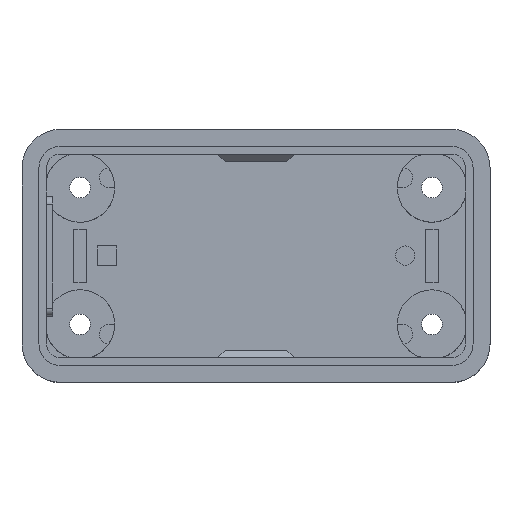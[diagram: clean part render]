
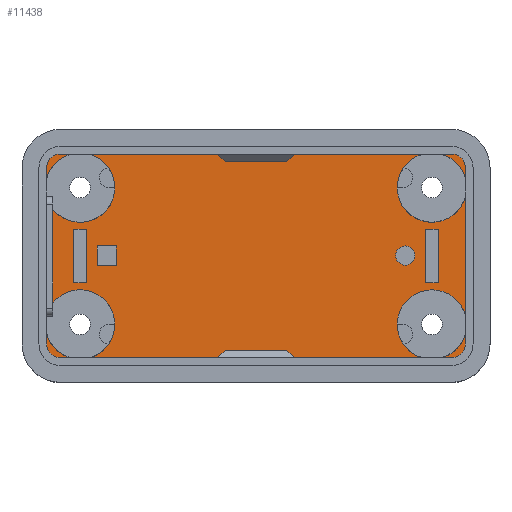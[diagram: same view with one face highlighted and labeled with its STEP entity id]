
A CAD part, top view. The second image highlights one B-rep face of the part: STEP entity #11438.
In plain terms, the highlighted planar face has unit normal (0, 0, 1).
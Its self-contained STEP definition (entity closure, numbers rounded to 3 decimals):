
#1045=FACE_BOUND('',#2546,.T.);
#1046=FACE_BOUND('',#2547,.T.);
#1047=FACE_BOUND('',#2548,.T.);
#1048=FACE_BOUND('',#2549,.T.);
#1049=FACE_BOUND('',#2550,.T.);
#1050=FACE_BOUND('',#2551,.T.);
#1051=FACE_BOUND('',#2552,.T.);
#1052=FACE_BOUND('',#2553,.T.);
#1269=PLANE('',#11895);
#1881=FACE_OUTER_BOUND('',#2545,.T.);
#2545=EDGE_LOOP('',(#10682,#10683,#10684,#10685,#10686,#10687,#10688,#10689));
#2546=EDGE_LOOP('',(#10690,#10691,#10692,#10693));
#2547=EDGE_LOOP('',(#10694));
#2548=EDGE_LOOP('',(#10695,#10696,#10697,#10698));
#2549=EDGE_LOOP('',(#10699,#10700,#10701,#10702));
#2550=EDGE_LOOP('',(#10703));
#2551=EDGE_LOOP('',(#10704));
#2552=EDGE_LOOP('',(#10705));
#2553=EDGE_LOOP('',(#10706));
#2709=LINE('',#14192,#3608);
#2712=LINE('',#14197,#3611);
#2714=LINE('',#14201,#3613);
#2716=LINE('',#14204,#3615);
#2718=LINE('',#14212,#3617);
#2722=LINE('',#14220,#3621);
#2725=LINE('',#14226,#3624);
#2728=LINE('',#14231,#3627);
#2730=LINE('',#14237,#3629);
#2734=LINE('',#14245,#3633);
#2737=LINE('',#14251,#3636);
#2740=LINE('',#14256,#3639);
#3459=LINE('',#22677,#4358);
#3460=LINE('',#22681,#4359);
#3461=LINE('',#22685,#4360);
#3462=LINE('',#22688,#4361);
#3608=VECTOR('',#12347,10.);
#3611=VECTOR('',#12352,10.);
#3613=VECTOR('',#12356,10.);
#3615=VECTOR('',#12360,10.);
#3617=VECTOR('',#12368,10.);
#3621=VECTOR('',#12374,10.);
#3624=VECTOR('',#12379,10.);
#3627=VECTOR('',#12384,10.);
#3629=VECTOR('',#12390,10.);
#3633=VECTOR('',#12396,10.);
#3636=VECTOR('',#12401,10.);
#3639=VECTOR('',#12406,10.);
#4358=VECTOR('',#13685,10.);
#4359=VECTOR('',#13688,10.);
#4360=VECTOR('',#13691,10.);
#4361=VECTOR('',#13694,10.);
#4429=CIRCLE('',#11593,4.5);
#4431=CIRCLE('',#11607,1.25);
#4452=CIRCLE('',#11715,4.5);
#4462=CIRCLE('',#11737,4.5);
#4463=CIRCLE('',#11739,4.5);
#4508=CIRCLE('',#11896,2.5);
#4509=CIRCLE('',#11897,2.5);
#4510=CIRCLE('',#11898,2.5);
#4511=CIRCLE('',#11899,2.5);
#4660=VERTEX_POINT('',#14154);
#4672=VERTEX_POINT('',#14190);
#4673=VERTEX_POINT('',#14191);
#4674=VERTEX_POINT('',#14196);
#4675=VERTEX_POINT('',#14200);
#4676=VERTEX_POINT('',#14206);
#4677=VERTEX_POINT('',#14210);
#4678=VERTEX_POINT('',#14211);
#4681=VERTEX_POINT('',#14219);
#4683=VERTEX_POINT('',#14225);
#4685=VERTEX_POINT('',#14235);
#4686=VERTEX_POINT('',#14236);
#4689=VERTEX_POINT('',#14244);
#4691=VERTEX_POINT('',#14250);
#5089=VERTEX_POINT('',#17754);
#5102=VERTEX_POINT('',#17802);
#5103=VERTEX_POINT('',#17806);
#5636=VERTEX_POINT('',#22673);
#5637=VERTEX_POINT('',#22674);
#5638=VERTEX_POINT('',#22676);
#5639=VERTEX_POINT('',#22678);
#5640=VERTEX_POINT('',#22680);
#5641=VERTEX_POINT('',#22682);
#5642=VERTEX_POINT('',#22684);
#5643=VERTEX_POINT('',#22686);
#5847=EDGE_CURVE('',#4660,#4660,#4429,.T.);
#5862=EDGE_CURVE('',#4672,#4673,#2709,.T.);
#5865=EDGE_CURVE('',#4674,#4672,#2712,.T.);
#5867=EDGE_CURVE('',#4675,#4674,#2714,.T.);
#5869=EDGE_CURVE('',#4673,#4675,#2716,.T.);
#5870=EDGE_CURVE('',#4676,#4676,#4431,.T.);
#5872=EDGE_CURVE('',#4677,#4678,#2718,.T.);
#5876=EDGE_CURVE('',#4678,#4681,#2722,.T.);
#5879=EDGE_CURVE('',#4681,#4683,#2725,.T.);
#5882=EDGE_CURVE('',#4683,#4677,#2728,.T.);
#5884=EDGE_CURVE('',#4685,#4686,#2730,.T.);
#5888=EDGE_CURVE('',#4686,#4689,#2734,.T.);
#5891=EDGE_CURVE('',#4689,#4691,#2737,.T.);
#5894=EDGE_CURVE('',#4691,#4685,#2740,.T.);
#6489=EDGE_CURVE('',#5089,#5089,#4452,.T.);
#6512=EDGE_CURVE('',#5102,#5102,#4462,.T.);
#6514=EDGE_CURVE('',#5103,#5103,#4463,.T.);
#7333=EDGE_CURVE('',#5636,#5637,#4508,.T.);
#7334=EDGE_CURVE('',#5637,#5638,#3459,.T.);
#7335=EDGE_CURVE('',#5638,#5639,#4509,.T.);
#7336=EDGE_CURVE('',#5639,#5640,#3460,.T.);
#7337=EDGE_CURVE('',#5640,#5641,#4510,.T.);
#7338=EDGE_CURVE('',#5641,#5642,#3461,.T.);
#7339=EDGE_CURVE('',#5642,#5643,#4511,.T.);
#7340=EDGE_CURVE('',#5643,#5636,#3462,.T.);
#10682=ORIENTED_EDGE('',*,*,#7333,.T.);
#10683=ORIENTED_EDGE('',*,*,#7334,.T.);
#10684=ORIENTED_EDGE('',*,*,#7335,.T.);
#10685=ORIENTED_EDGE('',*,*,#7336,.T.);
#10686=ORIENTED_EDGE('',*,*,#7337,.T.);
#10687=ORIENTED_EDGE('',*,*,#7338,.T.);
#10688=ORIENTED_EDGE('',*,*,#7339,.T.);
#10689=ORIENTED_EDGE('',*,*,#7340,.T.);
#10690=ORIENTED_EDGE('',*,*,#5862,.T.);
#10691=ORIENTED_EDGE('',*,*,#5869,.T.);
#10692=ORIENTED_EDGE('',*,*,#5867,.T.);
#10693=ORIENTED_EDGE('',*,*,#5865,.T.);
#10694=ORIENTED_EDGE('',*,*,#5870,.T.);
#10695=ORIENTED_EDGE('',*,*,#5872,.T.);
#10696=ORIENTED_EDGE('',*,*,#5876,.T.);
#10697=ORIENTED_EDGE('',*,*,#5879,.T.);
#10698=ORIENTED_EDGE('',*,*,#5882,.T.);
#10699=ORIENTED_EDGE('',*,*,#5884,.T.);
#10700=ORIENTED_EDGE('',*,*,#5888,.T.);
#10701=ORIENTED_EDGE('',*,*,#5891,.T.);
#10702=ORIENTED_EDGE('',*,*,#5894,.T.);
#10703=ORIENTED_EDGE('',*,*,#6514,.T.);
#10704=ORIENTED_EDGE('',*,*,#6512,.T.);
#10705=ORIENTED_EDGE('',*,*,#5847,.T.);
#10706=ORIENTED_EDGE('',*,*,#6489,.T.);
#11438=ADVANCED_FACE('',(#1881,#1045,#1046,#1047,#1048,#1049,#1050,#1051,
#1052),#1269,.T.);
#11593=AXIS2_PLACEMENT_3D('',#14156,#12314,#12315);
#11607=AXIS2_PLACEMENT_3D('',#14207,#12363,#12364);
#11715=AXIS2_PLACEMENT_3D('',#17756,#12907,#12908);
#11737=AXIS2_PLACEMENT_3D('',#17804,#12964,#12965);
#11739=AXIS2_PLACEMENT_3D('',#17808,#12969,#12970);
#11895=AXIS2_PLACEMENT_3D('',#22672,#13681,#13682);
#11896=AXIS2_PLACEMENT_3D('',#22675,#13683,#13684);
#11897=AXIS2_PLACEMENT_3D('',#22679,#13686,#13687);
#11898=AXIS2_PLACEMENT_3D('',#22683,#13689,#13690);
#11899=AXIS2_PLACEMENT_3D('',#22687,#13692,#13693);
#12314=DIRECTION('center_axis',(0.,0.,-1.));
#12315=DIRECTION('ref_axis',(1.,0.,0.));
#12347=DIRECTION('',(-1.,0.,0.));
#12352=DIRECTION('',(0.,-1.,0.));
#12356=DIRECTION('',(1.,0.,0.));
#12360=DIRECTION('',(0.,1.,0.));
#12363=DIRECTION('center_axis',(0.,0.,-1.));
#12364=DIRECTION('ref_axis',(-1.,0.,0.));
#12368=DIRECTION('',(0.,-1.,0.));
#12374=DIRECTION('',(-1.,0.,0.));
#12379=DIRECTION('',(0.,1.,0.));
#12384=DIRECTION('',(1.,0.,0.));
#12390=DIRECTION('',(1.,0.,0.));
#12396=DIRECTION('',(0.,-1.,0.));
#12401=DIRECTION('',(-1.,0.,0.));
#12406=DIRECTION('',(0.,1.,0.));
#12907=DIRECTION('center_axis',(0.,0.,-1.));
#12908=DIRECTION('ref_axis',(1.,0.,0.));
#12964=DIRECTION('center_axis',(0.,0.,-1.));
#12965=DIRECTION('ref_axis',(1.,0.,0.));
#12969=DIRECTION('center_axis',(0.,0.,-1.));
#12970=DIRECTION('ref_axis',(1.,0.,0.));
#13681=DIRECTION('center_axis',(0.,0.,1.));
#13682=DIRECTION('ref_axis',(1.,0.,0.));
#13683=DIRECTION('center_axis',(0.,0.,1.));
#13684=DIRECTION('ref_axis',(0.707,-0.707,0.));
#13685=DIRECTION('',(0.,1.,0.));
#13686=DIRECTION('center_axis',(0.,0.,1.));
#13687=DIRECTION('ref_axis',(0.707,0.707,0.));
#13688=DIRECTION('',(-1.,0.,0.));
#13689=DIRECTION('center_axis',(0.,0.,1.));
#13690=DIRECTION('ref_axis',(-0.707,0.707,0.));
#13691=DIRECTION('',(0.,-1.,0.));
#13692=DIRECTION('center_axis',(0.,0.,1.));
#13693=DIRECTION('ref_axis',(-0.707,-0.707,0.));
#13694=DIRECTION('',(1.,0.,0.));
#14154=CARTESIAN_POINT('',(-57.76,25.32,2.));
#14156=CARTESIAN_POINT('Origin',(-53.26,25.32,2.));
#14190=CARTESIAN_POINT('',(-48.55,15.25,2.));
#14191=CARTESIAN_POINT('',(-51.05,15.25,2.));
#14192=CARTESIAN_POINT('',(-39.475,15.25,2.));
#14196=CARTESIAN_POINT('',(-48.55,17.75,2.));
#14197=CARTESIAN_POINT('',(-48.55,17.09,2.));
#14200=CARTESIAN_POINT('',(-51.05,17.75,2.));
#14201=CARTESIAN_POINT('',(-40.725,17.75,2.));
#14204=CARTESIAN_POINT('',(-51.05,15.84,2.));
#14206=CARTESIAN_POINT('',(-9.75,16.5,2.));
#14207=CARTESIAN_POINT('Origin',(-11.,16.5,2.));
#14210=CARTESIAN_POINT('',(-6.74,19.912,2.));
#14211=CARTESIAN_POINT('',(-6.74,12.949,2.));
#14212=CARTESIAN_POINT('',(-6.74,14.689,2.));
#14219=CARTESIAN_POINT('',(-8.34,12.949,2.));
#14220=CARTESIAN_POINT('',(-19.37,12.949,2.));
#14225=CARTESIAN_POINT('',(-8.34,19.912,2.));
#14226=CARTESIAN_POINT('',(-8.34,18.171,2.));
#14231=CARTESIAN_POINT('',(-18.57,19.912,2.));
#14235=CARTESIAN_POINT('',(-54.06,19.912,2.));
#14236=CARTESIAN_POINT('',(-52.46,19.912,2.));
#14237=CARTESIAN_POINT('',(-41.43,19.912,2.));
#14244=CARTESIAN_POINT('',(-52.46,12.949,2.));
#14245=CARTESIAN_POINT('',(-52.46,14.689,2.));
#14250=CARTESIAN_POINT('',(-54.06,12.949,2.));
#14251=CARTESIAN_POINT('',(-42.23,12.949,2.));
#14256=CARTESIAN_POINT('',(-54.06,18.171,2.));
#17754=CARTESIAN_POINT('',(-12.04,25.32,2.));
#17756=CARTESIAN_POINT('Origin',(-7.54,25.32,2.));
#17802=CARTESIAN_POINT('',(-57.76,7.54,2.));
#17804=CARTESIAN_POINT('Origin',(-53.26,7.54,2.));
#17806=CARTESIAN_POINT('',(-12.04,7.54,2.));
#17808=CARTESIAN_POINT('Origin',(-7.54,7.54,2.));
#22672=CARTESIAN_POINT('Origin',(-30.4,16.43,2.));
#22673=CARTESIAN_POINT('',(-5.,2.5,2.));
#22674=CARTESIAN_POINT('',(-2.5,5.,2.));
#22675=CARTESIAN_POINT('Origin',(-5.,5.,2.));
#22676=CARTESIAN_POINT('',(-2.5,27.86,2.));
#22677=CARTESIAN_POINT('',(-2.5,8.215,2.));
#22678=CARTESIAN_POINT('',(-5.,30.36,2.));
#22679=CARTESIAN_POINT('Origin',(-5.,27.86,2.));
#22680=CARTESIAN_POINT('',(-55.8,30.36,2.));
#22681=CARTESIAN_POINT('',(-15.2,30.36,2.));
#22682=CARTESIAN_POINT('',(-58.3,27.86,2.));
#22683=CARTESIAN_POINT('Origin',(-55.8,27.86,2.));
#22684=CARTESIAN_POINT('',(-58.3,5.,2.));
#22685=CARTESIAN_POINT('',(-58.3,24.645,2.));
#22686=CARTESIAN_POINT('',(-55.8,2.5,2.));
#22687=CARTESIAN_POINT('Origin',(-55.8,5.,2.));
#22688=CARTESIAN_POINT('',(-45.6,2.5,2.));
